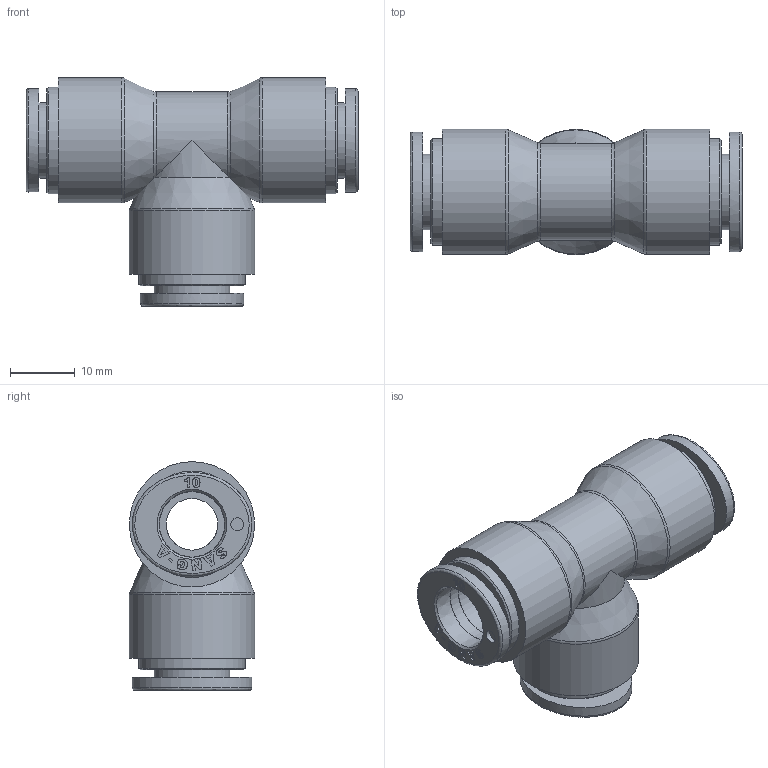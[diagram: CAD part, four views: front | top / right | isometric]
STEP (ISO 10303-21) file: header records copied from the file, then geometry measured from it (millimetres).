
FILE_DESCRIPTION((''),'2;1');
FILE_NAME('CR-PUT 10.stp','2020-08-25T15:02:10',('user'),(''),'Autodesk Inventor 2013','Autodesk Inventor 2013','');
FILE_SCHEMA(('AUTOMOTIVE_DESIGN { 1 0 10303 214 1 1 1 1 }'));
Length unit declared in the file: millimetre
Products named in the file (5): 조립품11; CR-COLLAR 10; HR-Collar 10L(SUS); CR-SLEEVE 10; CR-PUT 10 BODY
Assembly tree (6 placements, depth 3):
  조립품11
    CR-COLLAR 10  x3
      HR-Collar 10L(SUS)
      CR-SLEEVE 10
    CR-PUT 10 BODY
Bounding box: 51.4 x 19.4 x 35.4 mm (x, y, z)
Volume: 11618.3 mm3; surface area: 8383.4 mm2
Topology: 7 solids, 7 shells, 1217 faces, 3478 edges, 2317 vertices
Faces by surface type: plane 1152, cylinder 38, cone 12, bspline 9, torus 6
Full cylindrical faces by diameter (mm): 2 x3, 8 x2, 10.15 x3, 10.2 x3, 11.7 x3, 16.5 x3, 19.4 x3
Entity records: 13683 total; most frequent: CARTESIAN_POINT 2633, ORIENTED_EDGE 2336, DIRECTION 2077, EDGE_CURVE 1168, VECTOR 1101, LINE 1101, VERTEX_POINT 789, AXIS2_PLACEMENT_3D 488
